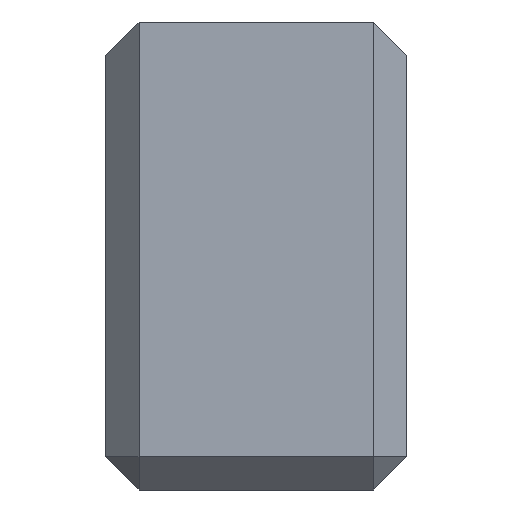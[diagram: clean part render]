
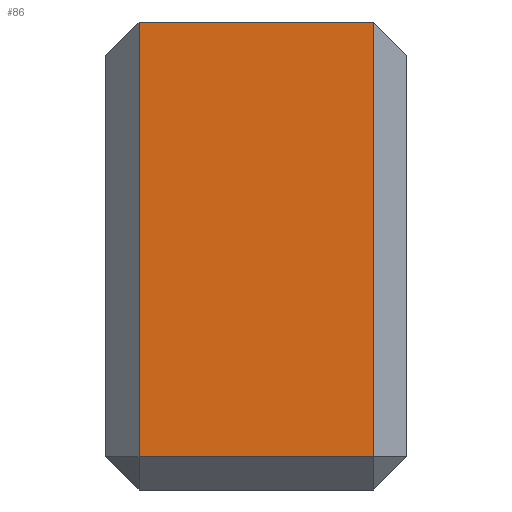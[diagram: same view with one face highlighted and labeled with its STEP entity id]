
A CAD part, left-side view. The second image highlights one B-rep face of the part: STEP entity #86.
In plain terms, the highlighted planar face has unit normal (-1, 0, 0).
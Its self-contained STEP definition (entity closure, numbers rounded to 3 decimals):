
#39 = EDGE_CURVE('',#40,#42,#44,.T.);
#40 = VERTEX_POINT('',#41);
#41 = CARTESIAN_POINT('',(-116.,1.,-40.));
#42 = VERTEX_POINT('',#43);
#43 = CARTESIAN_POINT('',(-116.,8.,-40.));
#44 = LINE('',#45,#46);
#45 = CARTESIAN_POINT('',(-116.,0.,-40.));
#46 = VECTOR('',#47,1.);
#47 = DIRECTION('',(0.,1.,0.));
#86 = ADVANCED_FACE('',(#87),#112,.T.);
#87 = FACE_BOUND('',#88,.T.);
#88 = EDGE_LOOP('',(#89,#90,#98,#106));
#89 = ORIENTED_EDGE('',*,*,#39,.T.);
#90 = ORIENTED_EDGE('',*,*,#91,.T.);
#91 = EDGE_CURVE('',#42,#92,#94,.T.);
#92 = VERTEX_POINT('',#93);
#93 = CARTESIAN_POINT('',(-116.,8.,-53.));
#94 = LINE('',#95,#96);
#95 = CARTESIAN_POINT('',(-116.,8.,-40.));
#96 = VECTOR('',#97,1.);
#97 = DIRECTION('',(0.,0.,-1.));
#98 = ORIENTED_EDGE('',*,*,#99,.F.);
#99 = EDGE_CURVE('',#100,#92,#102,.T.);
#100 = VERTEX_POINT('',#101);
#101 = CARTESIAN_POINT('',(-116.,1.,-53.));
#102 = LINE('',#103,#104);
#103 = CARTESIAN_POINT('',(-116.,0.,-53.));
#104 = VECTOR('',#105,1.);
#105 = DIRECTION('',(-0.,1.,0.));
#106 = ORIENTED_EDGE('',*,*,#107,.F.);
#107 = EDGE_CURVE('',#40,#100,#108,.T.);
#108 = LINE('',#109,#110);
#109 = CARTESIAN_POINT('',(-116.,1.,-40.));
#110 = VECTOR('',#111,1.);
#111 = DIRECTION('',(0.,0.,-1.));
#112 = PLANE('',#113);
#113 = AXIS2_PLACEMENT_3D('',#114,#115,#116);
#114 = CARTESIAN_POINT('',(-116.,0.,-40.));
#115 = DIRECTION('',(-1.,0.,0.));
#116 = DIRECTION('',(0.,0.,-1.));
